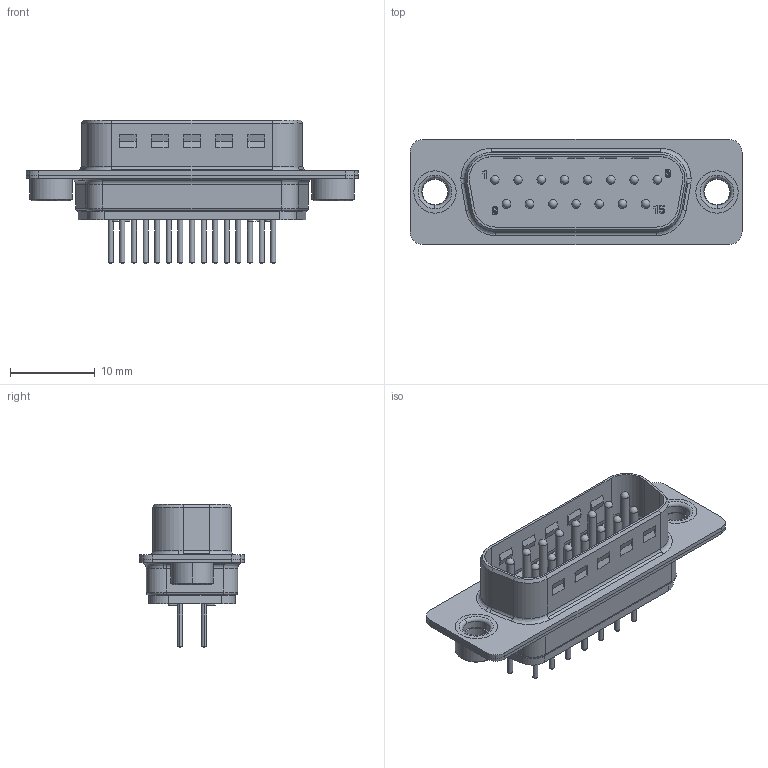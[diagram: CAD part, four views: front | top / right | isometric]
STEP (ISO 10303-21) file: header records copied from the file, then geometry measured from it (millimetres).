
FILE_DESCRIPTION((''),'2;1');
FILE_NAME('212111023.stp','2007-10-29T07:18:16',('martin.rickli'),(''),'Autodesk Inventor 9','Autodesk Inventor 9','');
FILE_SCHEMA(('AUTOMOTIVE_DESIGN { 1 0 10303 214 1 1 1 1 }'));
Length unit declared in the file: millimetre
Products named in the file (7): 052102; 00032a_15; R+B00056f; R+B00151a; DE002594; R+B00150; R+B00108b_male
Assembly tree (21 placements, depth 2):
  052102
    00032a_15
    R+B00056f  x15
    R+B00151a
    DE002594
    R+B00150
    R+B00108b_male  x2
Bounding box: 39.2 x 12.4 x 17 mm (x, y, z)
Volume: 1478.1 mm3; surface area: 4855.6 mm2
Topology: 21 solids, 21 shells, 2801 faces, 6906 edges, 4206 vertices
Faces by surface type: plane 2187, cylinder 311, bspline 164, cone 102, torus 22, sphere 15
Entity records: 23588 total; most frequent: CARTESIAN_POINT 7297, ORIENTED_EDGE 3410, DIRECTION 3339, EDGE_CURVE 1705, AXIS2_PLACEMENT_3D 1205, VERTEX_POINT 1095, VECTOR 929, LINE 929
